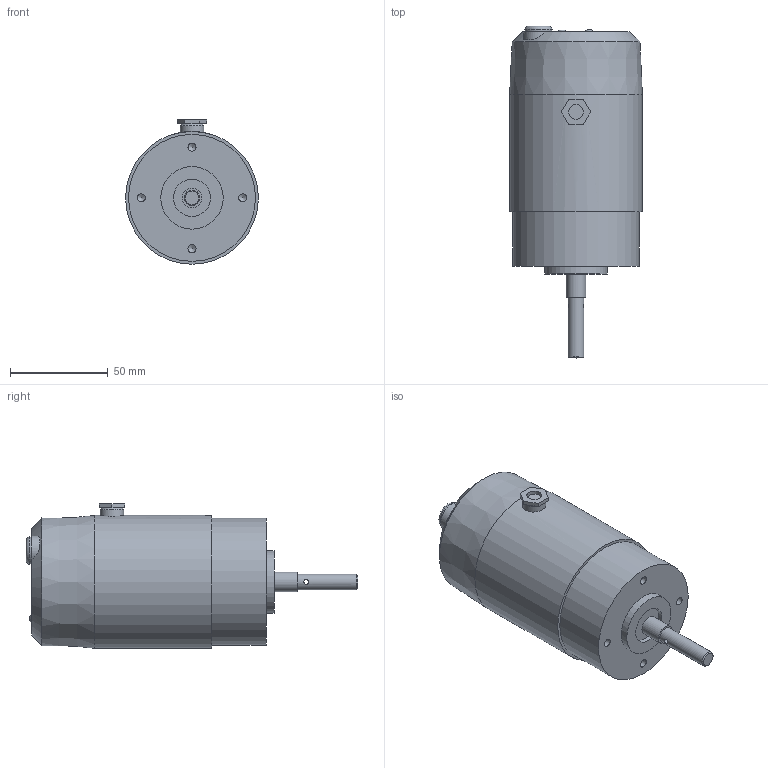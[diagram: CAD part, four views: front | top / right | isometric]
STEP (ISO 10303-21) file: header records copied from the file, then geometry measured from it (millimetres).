
FILE_DESCRIPTION((''),'2;1');
FILE_NAME('001966 - PM1 60-30 - B14 für VE31 ohne Fuss.stp','2013-02-07T14:57:31',('e.schmidt'),(''),'Autodesk Inventor 2013','Autodesk Inventor 2013','');
FILE_SCHEMA(('AUTOMOTIVE_DESIGN { 1 0 10303 214 1 1 1 1 }'));
Length unit declared in the file: millimetre
Products named in the file (2): Baugruppe1; PM1 60-30-B14 für VE31 ohne Fuss
Assembly tree (1 placements, depth 2):
  Baugruppe1
    PM1 60-30-B14 für VE31 ohne Fuss
Bounding box: 68 x 170 x 74 mm (x, y, z)
Volume: 425094.5 mm3; surface area: 34735 mm2
Topology: 2 solids, 4 shells, 58 faces, 115 edges, 73 vertices
Faces by surface type: plane 26, cylinder 19, cone 10, bspline 2, torus 1
Full cylindrical faces by diameter (mm): 2.013 x2, 2.5 x1, 4.134 x4, 7.5 x1, 8 x1, 10 x1, 12 x1, 14 x1, 19 x1, 32 x1, 65 x1, 68 x1
Entity records: 1587 total; most frequent: CARTESIAN_POINT 474, DIRECTION 234, ORIENTED_EDGE 152, AXIS2_PLACEMENT_3D 104, EDGE_LOOP 98, EDGE_CURVE 76, VERTEX_POINT 64, FACE_OUTER_BOUND 58
